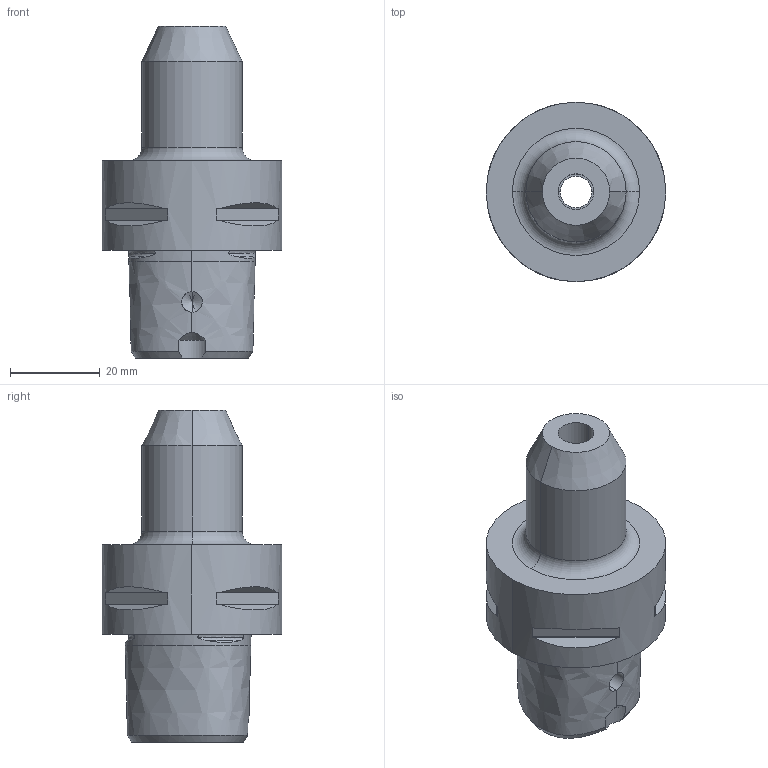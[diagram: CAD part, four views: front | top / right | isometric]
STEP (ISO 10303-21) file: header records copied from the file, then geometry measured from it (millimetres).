
FILE_DESCRIPTION (( 'STEP AP203' ), '1' );
FILE_NAME ('STP-141.653.55.197.STEP', '2020-02-07T02:23:45', ( '' ), ( '' ), 'SwSTEP 2.0', 'SolidWorks 2017', '' );
FILE_SCHEMA (( 'CONFIG_CONTROL_DESIGN' ));
Length unit declared in the file: millimetre
Products named in the file (1): STP-141.653.55.197
Bounding box: 40 x 40 x 74 mm (x, y, z)
Volume: 40163 mm3; surface area: 11681.8 mm2
Topology: 1 solids, 1 shells, 83 faces, 194 edges, 119 vertices
Faces by surface type: plane 29, cylinder 19, cone 18, torus 11, bspline 6
Entity records: 4516 total; most frequent: CARTESIAN_POINT 2605, ORIENTED_EDGE 384, DIRECTION 378, EDGE_CURVE 192, AXIS2_PLACEMENT_3D 161, VERTEX_POINT 119, EDGE_LOOP 95, ADVANCED_FACE 83
